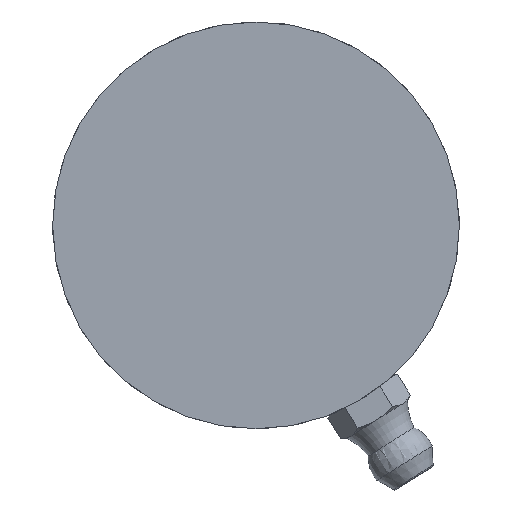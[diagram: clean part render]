
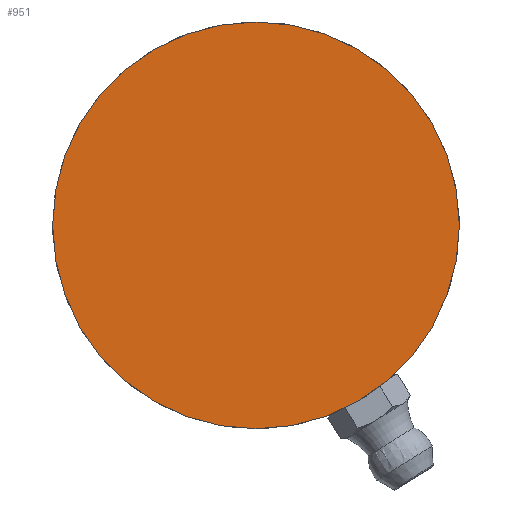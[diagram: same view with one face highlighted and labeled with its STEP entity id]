
A CAD part, front view. The second image highlights one B-rep face of the part: STEP entity #951.
In plain terms, the highlighted planar face has unit normal (0, -1, 0).
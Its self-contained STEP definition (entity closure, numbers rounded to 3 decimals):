
#191=PLANE('',#1165);
#213=FACE_OUTER_BOUND('',#277,.T.);
#277=EDGE_LOOP('',(#693));
#410=CIRCLE('',#1163,20.);
#478=VERTEX_POINT('',#1679);
#559=EDGE_CURVE('',#478,#478,#410,.T.);
#693=ORIENTED_EDGE('',*,*,#559,.F.);
#951=ADVANCED_FACE('',(#213),#191,.F.);
#1163=AXIS2_PLACEMENT_3D('',#1681,#1333,#1334);
#1165=AXIS2_PLACEMENT_3D('',#1683,#1337,#1338);
#1333=DIRECTION('center_axis',(0.,1.,0.));
#1334=DIRECTION('ref_axis',(-1.,0.,0.));
#1337=DIRECTION('center_axis',(0.,1.,0.));
#1338=DIRECTION('ref_axis',(0.,0.,1.));
#1679=CARTESIAN_POINT('',(20.,0.,0.));
#1681=CARTESIAN_POINT('Origin',(0.,0.,0.));
#1683=CARTESIAN_POINT('Origin',(0.,0.,0.));
